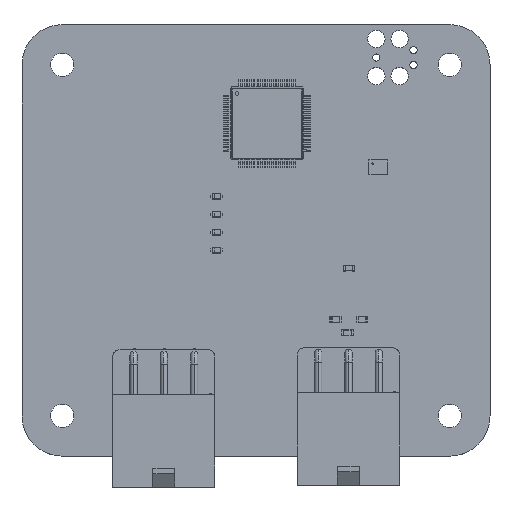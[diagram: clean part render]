
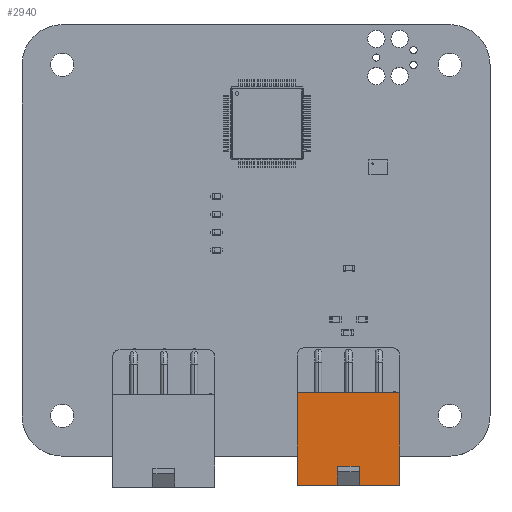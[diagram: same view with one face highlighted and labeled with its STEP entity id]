
A CAD part, top view. The second image highlights one B-rep face of the part: STEP entity #2940.
In plain terms, the highlighted face is planar.
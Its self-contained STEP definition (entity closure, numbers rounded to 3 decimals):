
#2591 = VERTEX_POINT('',#2592);
#2592 = CARTESIAN_POINT('',(-1.499,4.902,0.));
#2593 = VERTEX_POINT('',#2594);
#2594 = CARTESIAN_POINT('',(1.499,4.902,0.));
#2600 = EDGE_CURVE('',#2593,#2601,#2603,.T.);
#2601 = VERTEX_POINT('',#2602);
#2602 = CARTESIAN_POINT('',(6.998,4.902,0.));
#2603 = LINE('',#2604,#2605);
#2604 = CARTESIAN_POINT('',(1.499,4.902,0.));
#2605 = VECTOR('',#2606,1.);
#2606 = DIRECTION('',(1.,0.,0.));
#2625 = VERTEX_POINT('',#2626);
#2626 = CARTESIAN_POINT('',(-6.998,4.902,0.));
#2632 = EDGE_CURVE('',#2625,#2591,#2633,.T.);
#2633 = LINE('',#2634,#2635);
#2634 = CARTESIAN_POINT('',(-6.998,4.902,0.));
#2635 = VECTOR('',#2636,1.);
#2636 = DIRECTION('',(1.,0.,0.));
#2913 = EDGE_CURVE('',#2591,#2914,#2916,.T.);
#2914 = VERTEX_POINT('',#2915);
#2915 = CARTESIAN_POINT('',(-1.499,4.902,-2.477));
#2916 = LINE('',#2917,#2918);
#2917 = CARTESIAN_POINT('',(-1.499,4.902,0.));
#2918 = VECTOR('',#2919,1.);
#2919 = DIRECTION('',(0.,0.,-1.));
#2940 = ADVANCED_FACE('',(#2941),#2982,.T.);
#2941 = FACE_BOUND('',#2942,.F.);
#2942 = EDGE_LOOP('',(#2943,#2953,#2959,#2960,#2968,#2974,#2975,#2976));
#2943 = ORIENTED_EDGE('',*,*,#2944,.T.);
#2944 = EDGE_CURVE('',#2945,#2947,#2949,.T.);
#2945 = VERTEX_POINT('',#2946);
#2946 = CARTESIAN_POINT('',(-6.998,4.902,-12.7));
#2947 = VERTEX_POINT('',#2948);
#2948 = CARTESIAN_POINT('',(6.998,4.902,-12.7));
#2949 = LINE('',#2950,#2951);
#2950 = CARTESIAN_POINT('',(-6.998,4.902,-12.7));
#2951 = VECTOR('',#2952,1.);
#2952 = DIRECTION('',(1.,0.,0.));
#2953 = ORIENTED_EDGE('',*,*,#2954,.F.);
#2954 = EDGE_CURVE('',#2601,#2947,#2955,.T.);
#2955 = LINE('',#2956,#2957);
#2956 = CARTESIAN_POINT('',(6.998,4.902,0.));
#2957 = VECTOR('',#2958,1.);
#2958 = DIRECTION('',(0.,0.,-1.));
#2959 = ORIENTED_EDGE('',*,*,#2600,.F.);
#2960 = ORIENTED_EDGE('',*,*,#2961,.T.);
#2961 = EDGE_CURVE('',#2593,#2962,#2964,.T.);
#2962 = VERTEX_POINT('',#2963);
#2963 = CARTESIAN_POINT('',(1.499,4.902,-2.477));
#2964 = LINE('',#2965,#2966);
#2965 = CARTESIAN_POINT('',(1.499,4.902,0.));
#2966 = VECTOR('',#2967,1.);
#2967 = DIRECTION('',(0.,0.,-1.));
#2968 = ORIENTED_EDGE('',*,*,#2969,.F.);
#2969 = EDGE_CURVE('',#2914,#2962,#2970,.T.);
#2970 = LINE('',#2971,#2972);
#2971 = CARTESIAN_POINT('',(-1.499,4.902,-2.477));
#2972 = VECTOR('',#2973,1.);
#2973 = DIRECTION('',(1.,0.,0.));
#2974 = ORIENTED_EDGE('',*,*,#2913,.F.);
#2975 = ORIENTED_EDGE('',*,*,#2632,.F.);
#2976 = ORIENTED_EDGE('',*,*,#2977,.T.);
#2977 = EDGE_CURVE('',#2625,#2945,#2978,.T.);
#2978 = LINE('',#2979,#2980);
#2979 = CARTESIAN_POINT('',(-6.998,4.902,0.));
#2980 = VECTOR('',#2981,1.);
#2981 = DIRECTION('',(0.,0.,-1.));
#2982 = PLANE('',#2983);
#2983 = AXIS2_PLACEMENT_3D('',#2984,#2985,#2986);
#2984 = CARTESIAN_POINT('',(-6.998,4.902,0.));
#2985 = DIRECTION('',(0.,1.,0.));
#2986 = DIRECTION('',(1.,0.,0.));
